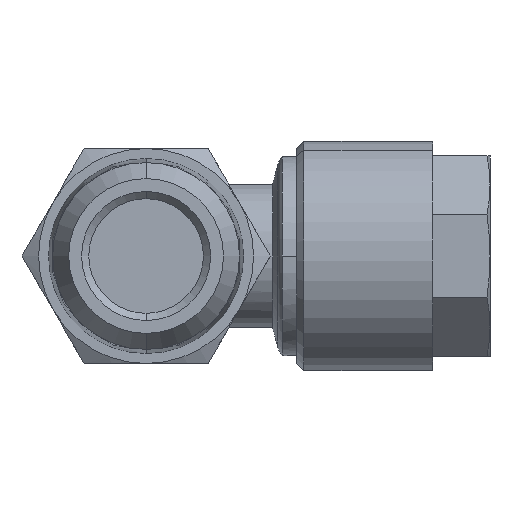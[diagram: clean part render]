
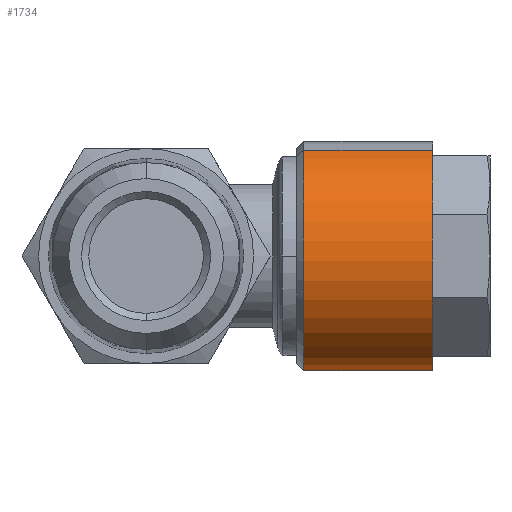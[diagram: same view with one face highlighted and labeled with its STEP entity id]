
A CAD part, front view. The second image highlights one B-rep face of the part: STEP entity #1734.
In plain terms, the highlighted cylindrical face has radius 8 mm (diameter 16 mm), a partial arc.
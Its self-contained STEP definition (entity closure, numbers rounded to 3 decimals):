
#103 = ORIENTED_EDGE ( 'NONE', *, *, #3472, .T. ) ;
#104 = ORIENTED_EDGE ( 'NONE', *, *, #3473, .T. ) ;
#105 = ORIENTED_EDGE ( 'NONE', *, *, #3474, .F. ) ;
#106 = ORIENTED_EDGE ( 'NONE', *, *, #3475, .F. ) ;
#868 = EDGE_LOOP ( 'NONE', ( #103, #104, #105, #106 ) ) ;
#1216 = AXIS2_PLACEMENT_3D ( 'NONE', #2631, #2632, #2640 ) ;
#1734 = ADVANCED_FACE ( 'NONE', ( #4235 ), #4240, .T. ) ;
#1846 = VERTEX_POINT ( 'NONE', #2705 ) ;
#1859 = VERTEX_POINT ( 'NONE', #2718 ) ;
#1871 = VERTEX_POINT ( 'NONE', #2730 ) ;
#1872 = VERTEX_POINT ( 'NONE', #2731 ) ;
#1942 = LINE ( 'NONE', #4388, #1947 ) ;
#1943 = LINE ( 'NONE', #4394, #1950 ) ;
#1945 = CIRCLE ( 'NONE', #3498, 8. ) ;
#1946 = CIRCLE ( 'NONE', #3499, 8. ) ;
#1947 = VECTOR ( 'NONE', #4384, 1000. ) ;
#1950 = VECTOR ( 'NONE', #4387, 1000. ) ;
#2631 = CARTESIAN_POINT ( 'NONE',  ( 10.5, 23., 0. ) ) ;
#2632 = DIRECTION ( 'NONE',  ( -1., 0., 0. ) ) ;
#2640 = DIRECTION ( 'NONE',  ( 0., 0.383, -0.924 ) ) ;
#2705 = CARTESIAN_POINT ( 'NONE',  ( 20., 19.939, 7.391 ) ) ;
#2718 = CARTESIAN_POINT ( 'NONE',  ( 20., 26.061, -7.391 ) ) ;
#2730 = CARTESIAN_POINT ( 'NONE',  ( 11., 26.061, -7.391 ) ) ;
#2731 = CARTESIAN_POINT ( 'NONE',  ( 11., 19.939, 7.391 ) ) ;
#3472 = EDGE_CURVE ( 'NONE', #1859, #1846, #1945, .T. ) ;
#3473 = EDGE_CURVE ( 'NONE', #1846, #1872, #1942, .T. ) ;
#3474 = EDGE_CURVE ( 'NONE', #1871, #1872, #1946, .T. ) ;
#3475 = EDGE_CURVE ( 'NONE', #1859, #1871, #1943, .T. ) ;
#3498 = AXIS2_PLACEMENT_3D ( 'NONE', #4389, #4390, #4391 ) ;
#3499 = AXIS2_PLACEMENT_3D ( 'NONE', #4395, #4396, #4397 ) ;
#4235 = FACE_OUTER_BOUND ( 'NONE', #868, .T. ) ;
#4240 = CYLINDRICAL_SURFACE ( 'NONE', #1216, 8. ) ;
#4384 = DIRECTION ( 'NONE',  ( -1., 0., 0. ) ) ;
#4387 = DIRECTION ( 'NONE',  ( -1., 0., 0. ) ) ;
#4388 = CARTESIAN_POINT ( 'NONE',  ( 10.5, 19.939, 7.391 ) ) ;
#4389 = CARTESIAN_POINT ( 'NONE',  ( 20., 23., 0. ) ) ;
#4390 = DIRECTION ( 'NONE',  ( -1., 0., 0. ) ) ;
#4391 = DIRECTION ( 'NONE',  ( 0., -0.383, 0.924 ) ) ;
#4394 = CARTESIAN_POINT ( 'NONE',  ( 10.5, 26.061, -7.391 ) ) ;
#4395 = CARTESIAN_POINT ( 'NONE',  ( 11., 23., 0. ) ) ;
#4396 = DIRECTION ( 'NONE',  ( -1., 0., 0. ) ) ;
#4397 = DIRECTION ( 'NONE',  ( 0., 0.383, -0.924 ) ) ;
